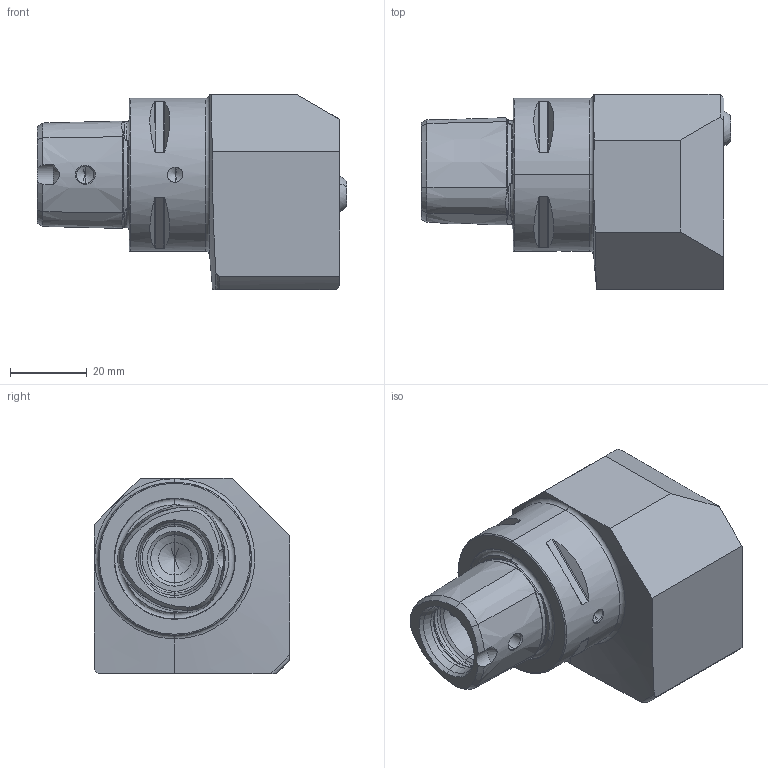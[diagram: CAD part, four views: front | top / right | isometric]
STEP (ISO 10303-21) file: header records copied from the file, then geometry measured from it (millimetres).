
FILE_DESCRIPTION (( 'STEP AP214' ), '1' );
FILE_NAME ('PS4.V20.R11.055.STEP', '2024-10-15T11:52:54', ( '' ), ( '' ), 'SwSTEP 2.0', 'SolidWorks 2022', '' );
FILE_SCHEMA (( 'AUTOMOTIVE_DESIGN' ));
Length unit declared in the file: millimetre
Products named in the file (6): KU1-U12.001.010; ISO 4026 - M8 x 20; KU1-U12.001.010_2; KU1-U12.001.010_1; PS4.V20.R11.055; PS4-V20.R11.055_A
Assembly tree (6 placements, depth 3):
  PS4.V20.R11.055
    PS4-V20.R11.055_A
    ISO 4026 - M8 x 20  x2
    KU1-U12.001.010
      KU1-U12.001.010_1
      KU1-U12.001.010_2
Bounding box: 80.8 x 51 x 51 mm (x, y, z)
Volume: 100410.3 mm3; surface area: 22547.2 mm2
Topology: 5 solids, 5 shells, 219 faces, 538 edges, 327 vertices
Faces by surface type: cone 66, plane 63, cylinder 49, torus 37, sphere 4
Entity records: 6955 total; most frequent: CARTESIAN_POINT 1927, DIRECTION 1007, ORIENTED_EDGE 980, EDGE_CURVE 490, AXIS2_PLACEMENT_3D 410, VERTEX_POINT 301, EDGE_LOOP 223, FACE_OUTER_BOUND 204
